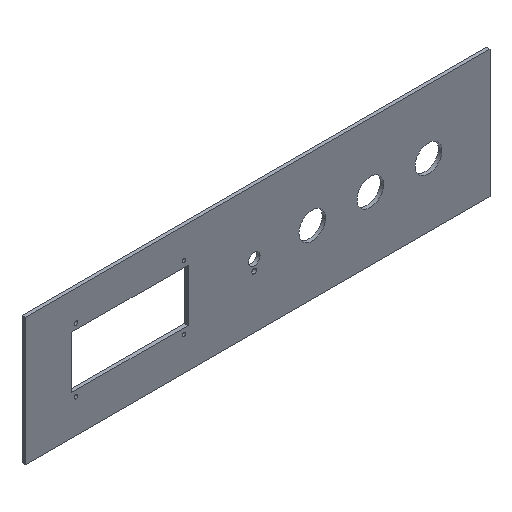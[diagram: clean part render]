
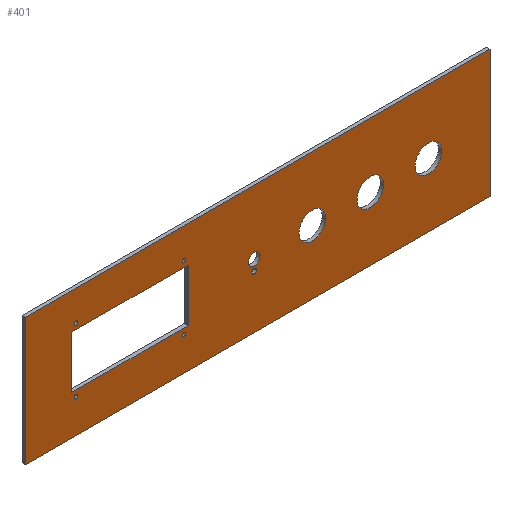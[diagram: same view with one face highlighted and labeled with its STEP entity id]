
A CAD part, isometric view. The second image highlights one B-rep face of the part: STEP entity #401.
In plain terms, the highlighted planar face has unit normal (0, -1, 0).
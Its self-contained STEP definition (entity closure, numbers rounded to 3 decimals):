
#25=FACE_BOUND('',#93,.T.);
#26=FACE_BOUND('',#94,.T.);
#27=FACE_BOUND('',#95,.T.);
#28=FACE_BOUND('',#96,.T.);
#29=FACE_BOUND('',#97,.T.);
#30=FACE_BOUND('',#98,.T.);
#31=FACE_BOUND('',#99,.T.);
#32=FACE_BOUND('',#100,.T.);
#33=FACE_BOUND('',#101,.T.);
#34=FACE_BOUND('',#102,.T.);
#44=PLANE('',#452);
#63=FACE_OUTER_BOUND('',#92,.T.);
#92=EDGE_LOOP('',(#357,#358,#359,#360));
#93=EDGE_LOOP('',(#361));
#94=EDGE_LOOP('',(#362));
#95=EDGE_LOOP('',(#363));
#96=EDGE_LOOP('',(#364));
#97=EDGE_LOOP('',(#365));
#98=EDGE_LOOP('',(#366));
#99=EDGE_LOOP('',(#367));
#100=EDGE_LOOP('',(#368,#369,#370,#371));
#101=EDGE_LOOP('',(#372));
#102=EDGE_LOOP('',(#373));
#105=LINE('',#578,#138);
#109=LINE('',#586,#142);
#112=LINE('',#592,#145);
#115=LINE('',#597,#148);
#124=LINE('',#644,#157);
#128=LINE('',#652,#161);
#131=LINE('',#658,#164);
#134=LINE('',#663,#167);
#138=VECTOR('',#471,10.);
#142=VECTOR('',#477,10.);
#145=VECTOR('',#482,10.);
#148=VECTOR('',#487,10.);
#157=VECTOR('',#540,10.);
#161=VECTOR('',#546,10.);
#164=VECTOR('',#551,10.);
#167=VECTOR('',#556,10.);
#170=CIRCLE('',#418,11.5);
#172=CIRCLE('',#421,11.5);
#174=CIRCLE('',#428,5.);
#176=CIRCLE('',#431,2.);
#178=CIRCLE('',#434,1.5);
#180=CIRCLE('',#437,1.5);
#182=CIRCLE('',#440,1.5);
#184=CIRCLE('',#443,11.5);
#186=CIRCLE('',#446,1.5);
#188=VERTEX_POINT('',#566);
#190=VERTEX_POINT('',#572);
#191=VERTEX_POINT('',#576);
#192=VERTEX_POINT('',#577);
#195=VERTEX_POINT('',#585);
#197=VERTEX_POINT('',#591);
#200=VERTEX_POINT('',#602);
#202=VERTEX_POINT('',#608);
#204=VERTEX_POINT('',#614);
#206=VERTEX_POINT('',#620);
#208=VERTEX_POINT('',#626);
#210=VERTEX_POINT('',#632);
#212=VERTEX_POINT('',#638);
#213=VERTEX_POINT('',#642);
#214=VERTEX_POINT('',#643);
#217=VERTEX_POINT('',#651);
#219=VERTEX_POINT('',#657);
#223=EDGE_CURVE('',#188,#188,#170,.T.);
#226=EDGE_CURVE('',#190,#190,#172,.T.);
#227=EDGE_CURVE('',#191,#192,#105,.T.);
#231=EDGE_CURVE('',#195,#191,#109,.T.);
#234=EDGE_CURVE('',#197,#195,#112,.T.);
#237=EDGE_CURVE('',#192,#197,#115,.T.);
#241=EDGE_CURVE('',#200,#200,#174,.T.);
#244=EDGE_CURVE('',#202,#202,#176,.T.);
#247=EDGE_CURVE('',#204,#204,#178,.T.);
#250=EDGE_CURVE('',#206,#206,#180,.T.);
#253=EDGE_CURVE('',#208,#208,#182,.T.);
#256=EDGE_CURVE('',#210,#210,#184,.T.);
#259=EDGE_CURVE('',#212,#212,#186,.T.);
#260=EDGE_CURVE('',#213,#214,#124,.T.);
#264=EDGE_CURVE('',#217,#213,#128,.T.);
#267=EDGE_CURVE('',#219,#217,#131,.T.);
#270=EDGE_CURVE('',#214,#219,#134,.T.);
#357=ORIENTED_EDGE('',*,*,#270,.F.);
#358=ORIENTED_EDGE('',*,*,#260,.F.);
#359=ORIENTED_EDGE('',*,*,#264,.F.);
#360=ORIENTED_EDGE('',*,*,#267,.F.);
#361=ORIENTED_EDGE('',*,*,#259,.F.);
#362=ORIENTED_EDGE('',*,*,#256,.F.);
#363=ORIENTED_EDGE('',*,*,#253,.F.);
#364=ORIENTED_EDGE('',*,*,#250,.F.);
#365=ORIENTED_EDGE('',*,*,#247,.F.);
#366=ORIENTED_EDGE('',*,*,#244,.F.);
#367=ORIENTED_EDGE('',*,*,#241,.F.);
#368=ORIENTED_EDGE('',*,*,#237,.F.);
#369=ORIENTED_EDGE('',*,*,#227,.F.);
#370=ORIENTED_EDGE('',*,*,#231,.F.);
#371=ORIENTED_EDGE('',*,*,#234,.F.);
#372=ORIENTED_EDGE('',*,*,#226,.F.);
#373=ORIENTED_EDGE('',*,*,#223,.F.);
#401=ADVANCED_FACE('',(#63,#25,#26,#27,#28,#29,#30,#31,#32,#33,#34),#44,
 .F.);
#418=AXIS2_PLACEMENT_3D('',#568,#460,#461);
#421=AXIS2_PLACEMENT_3D('',#574,#467,#468);
#428=AXIS2_PLACEMENT_3D('',#604,#494,#495);
#431=AXIS2_PLACEMENT_3D('',#610,#501,#502);
#434=AXIS2_PLACEMENT_3D('',#616,#508,#509);
#437=AXIS2_PLACEMENT_3D('',#622,#515,#516);
#440=AXIS2_PLACEMENT_3D('',#628,#522,#523);
#443=AXIS2_PLACEMENT_3D('',#634,#529,#530);
#446=AXIS2_PLACEMENT_3D('',#640,#536,#537);
#452=AXIS2_PLACEMENT_3D('',#666,#560,#561);
#460=DIRECTION('center_axis',(0.,-1.,0.));
#461=DIRECTION('ref_axis',(1.,0.,0.));
#467=DIRECTION('center_axis',(0.,-1.,0.));
#468=DIRECTION('ref_axis',(1.,0.,0.));
#471=DIRECTION('',(0.,0.,-1.));
#477=DIRECTION('',(-1.,0.,0.));
#482=DIRECTION('',(0.,0.,1.));
#487=DIRECTION('',(1.,0.,0.));
#494=DIRECTION('center_axis',(0.,-1.,0.));
#495=DIRECTION('ref_axis',(1.,0.,0.));
#501=DIRECTION('center_axis',(0.,-1.,0.));
#502=DIRECTION('ref_axis',(1.,0.,0.));
#508=DIRECTION('center_axis',(0.,-1.,0.));
#509=DIRECTION('ref_axis',(1.,0.,0.));
#515=DIRECTION('center_axis',(0.,-1.,0.));
#516=DIRECTION('ref_axis',(1.,0.,0.));
#522=DIRECTION('center_axis',(0.,-1.,0.));
#523=DIRECTION('ref_axis',(1.,0.,0.));
#529=DIRECTION('center_axis',(0.,-1.,0.));
#530=DIRECTION('ref_axis',(1.,0.,0.));
#536=DIRECTION('center_axis',(0.,-1.,0.));
#537=DIRECTION('ref_axis',(1.,0.,0.));
#540=DIRECTION('',(1.,0.,0.));
#546=DIRECTION('',(0.,0.,1.));
#551=DIRECTION('',(-1.,0.,0.));
#556=DIRECTION('',(0.,0.,-1.));
#560=DIRECTION('center_axis',(0.,1.,0.));
#561=DIRECTION('ref_axis',(1.,0.,0.));
#566=CARTESIAN_POINT('',(135.5,0.,0.));
#568=CARTESIAN_POINT('Origin',(147.,0.,0.));
#572=CARTESIAN_POINT('',(85.5,0.,0.));
#574=CARTESIAN_POINT('Origin',(97.,0.,0.));
#576=CARTESIAN_POINT('',(-160.,0.,24.));
#577=CARTESIAN_POINT('',(-160.,0.,-21.));
#578=CARTESIAN_POINT('',(-160.,0.,24.));
#585=CARTESIAN_POINT('',(-60.,0.,24.));
#586=CARTESIAN_POINT('',(-60.,0.,24.));
#591=CARTESIAN_POINT('',(-60.,0.,-21.));
#592=CARTESIAN_POINT('',(-60.,0.,-21.));
#597=CARTESIAN_POINT('',(-160.,0.,-21.));
#602=CARTESIAN_POINT('',(-8.,0.,0.));
#604=CARTESIAN_POINT('Origin',(-3.,0.,0.));
#608=CARTESIAN_POINT('',(-5.,0.,-9.));
#610=CARTESIAN_POINT('Origin',(-3.,0.,-9.));
#614=CARTESIAN_POINT('',(-158.,0.,29.));
#616=CARTESIAN_POINT('Origin',(-156.5,0.,29.));
#620=CARTESIAN_POINT('',(-65.,0.,-26.));
#622=CARTESIAN_POINT('Origin',(-63.5,0.,-26.));
#626=CARTESIAN_POINT('',(-158.,0.,-26.));
#628=CARTESIAN_POINT('Origin',(-156.5,0.,-26.));
#632=CARTESIAN_POINT('',(35.5,0.,0.));
#634=CARTESIAN_POINT('Origin',(47.,0.,0.));
#638=CARTESIAN_POINT('',(-65.,0.,29.));
#640=CARTESIAN_POINT('Origin',(-63.5,0.,29.));
#642=CARTESIAN_POINT('',(-200.,0.,55.));
#643=CARTESIAN_POINT('',(200.,0.,55.));
#644=CARTESIAN_POINT('',(-200.,0.,55.));
#651=CARTESIAN_POINT('',(-200.,0.,-55.));
#652=CARTESIAN_POINT('',(-200.,0.,-55.));
#657=CARTESIAN_POINT('',(200.,0.,-55.));
#658=CARTESIAN_POINT('',(200.,0.,-55.));
#663=CARTESIAN_POINT('',(200.,0.,55.));
#666=CARTESIAN_POINT('Origin',(0.,0.,0.));
